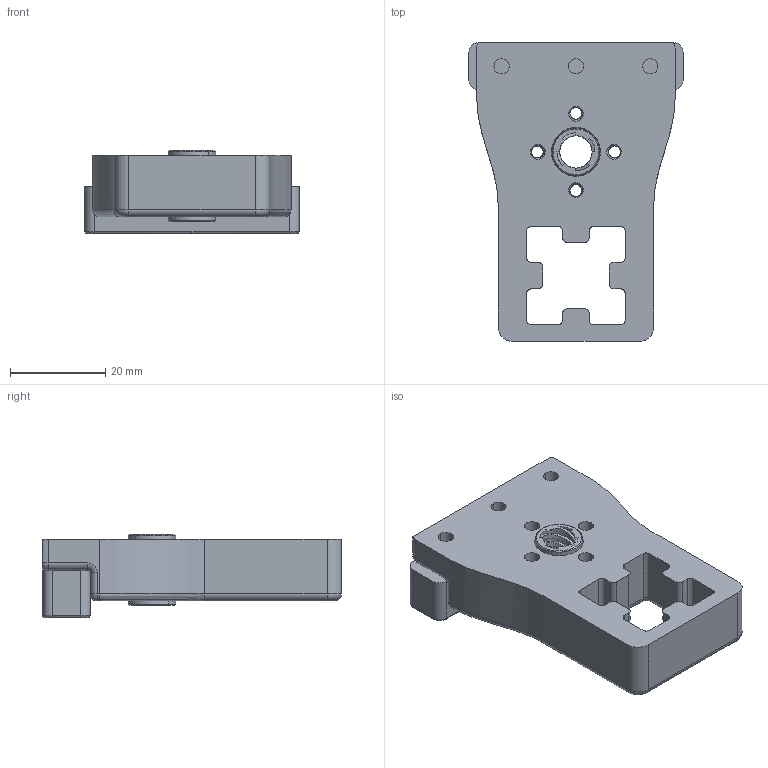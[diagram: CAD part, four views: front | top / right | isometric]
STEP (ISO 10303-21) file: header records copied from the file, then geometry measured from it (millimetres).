
FILE_DESCRIPTION (( 'STEP AP203' ), '1' );
FILE_NAME ('mandibula_movile.STEP', '2022-11-30T04:24:32', ( '' ), ( '' ), 'SwSTEP 2.0', 'SolidWorks 2021', '' );
FILE_SCHEMA (( 'CONFIG_CONTROL_DESIGN' ));
Length unit declared in the file: millimetre
Products named in the file (4): 005359_Tuerca_de_latón_para_varilla_roscada_husillo_Tr8_8_p2; diente_1; mandibula_movile; mandibula_movil
Assembly tree (3 placements, depth 2):
  mandibula_movile
    mandibula_movil
    005359_Tuerca_de_latón_para_varilla_roscada_husillo_Tr8_8_p2
    diente_1
Bounding box: 45 x 62.85 x 17.5 mm (x, y, z)
Volume: 24762.3 mm3; surface area: 12321.9 mm2
Topology: 3 solids, 3 shells, 516 faces, 1292 edges, 796 vertices
Faces by surface type: cylinder 301, bspline 110, plane 67, torus 28, cone 8, sphere 2
Entity records: 31793 total; most frequent: CARTESIAN_POINT 20682, ORIENTED_EDGE 2564, DIRECTION 1736, EDGE_CURVE 1282, VERTEX_POINT 796, AXIS2_PLACEMENT_3D 668, EDGE_LOOP 568, B_SPLINE_CURVE_WITH_KNOTS 527
